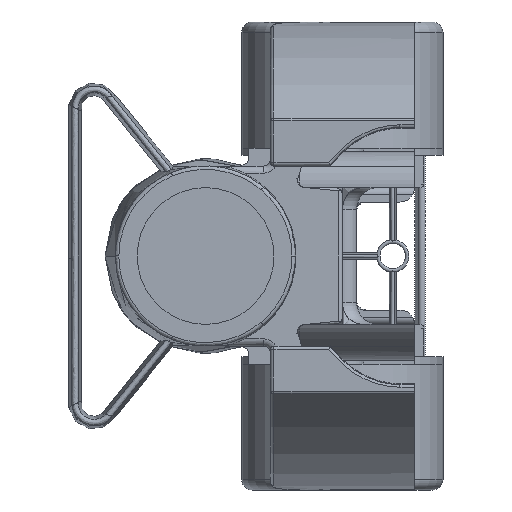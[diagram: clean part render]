
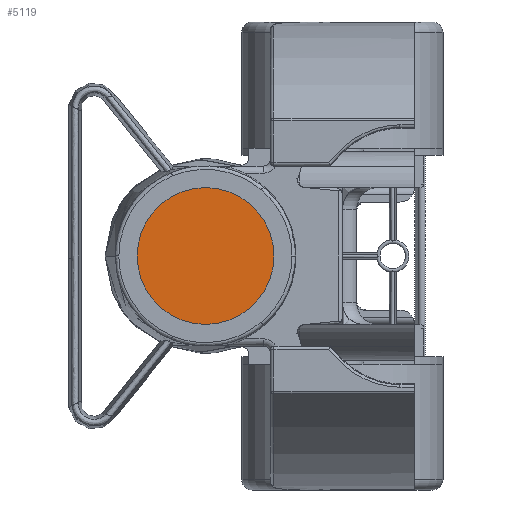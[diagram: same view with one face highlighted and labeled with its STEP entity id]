
A CAD part, left-side view. The second image highlights one B-rep face of the part: STEP entity #5119.
In plain terms, the highlighted planar face has unit normal (-1, 0, 0).
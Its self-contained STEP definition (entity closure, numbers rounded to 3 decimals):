
#490=PLANE('',#5445);
#1155=FACE_OUTER_BOUND('',#1464,.T.);
#1464=EDGE_LOOP('',(#3459));
#1773=CIRCLE('',#5444,9.5);
#2053=VERTEX_POINT('',#7676);
#2594=EDGE_CURVE('',#2053,#2053,#1773,.T.);
#3459=ORIENTED_EDGE('',*,*,#2594,.F.);
#5119=ADVANCED_FACE('',(#1155),#490,.F.);
#5444=AXIS2_PLACEMENT_3D('',#7678,#5958,#5959);
#5445=AXIS2_PLACEMENT_3D('',#7679,#5960,#5961);
#5958=DIRECTION('center_axis',(1.,0.,0.));
#5959=DIRECTION('ref_axis',(0.,0.,-1.));
#5960=DIRECTION('center_axis',(1.,0.,0.));
#5961=DIRECTION('ref_axis',(0.,0.,-1.));
#7676=CARTESIAN_POINT('',(56.,29.,9.5));
#7678=CARTESIAN_POINT('Origin',(56.,29.,0.));
#7679=CARTESIAN_POINT('Origin',(56.,29.,0.));
